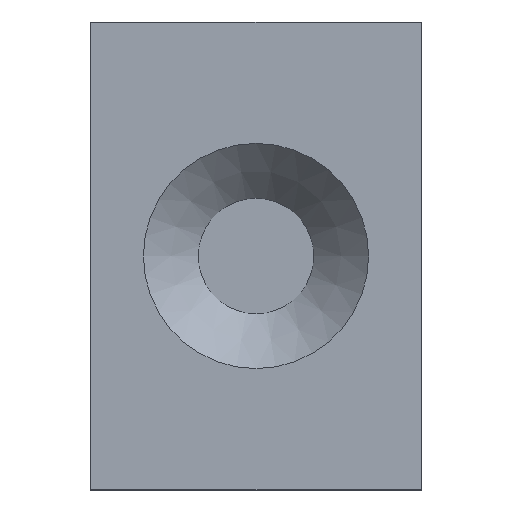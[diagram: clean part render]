
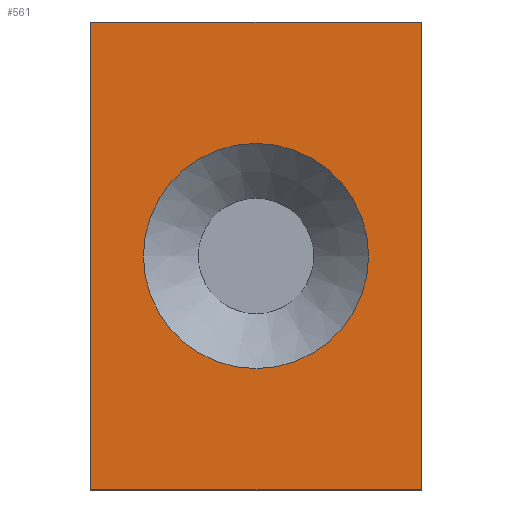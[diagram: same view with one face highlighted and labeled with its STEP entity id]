
A CAD part, top view. The second image highlights one B-rep face of the part: STEP entity #561.
In plain terms, the highlighted planar face has unit normal (0, 0, 1).
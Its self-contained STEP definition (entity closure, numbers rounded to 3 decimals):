
#189 = VERTEX_POINT('',#190);
#190 = CARTESIAN_POINT('',(0.,0.,2.5));
#196 = EDGE_CURVE('',#189,#197,#199,.T.);
#197 = VERTEX_POINT('',#198);
#198 = CARTESIAN_POINT('',(12.,0.,2.5));
#199 = LINE('',#200,#201);
#200 = CARTESIAN_POINT('',(0.,0.,2.5));
#201 = VECTOR('',#202,1.);
#202 = DIRECTION('',(1.,0.,0.));
#319 = VERTEX_POINT('',#320);
#320 = CARTESIAN_POINT('',(0.,17.,2.5));
#326 = EDGE_CURVE('',#319,#189,#327,.T.);
#327 = LINE('',#328,#329);
#328 = CARTESIAN_POINT('',(0.,17.,2.5));
#329 = VECTOR('',#330,1.);
#330 = DIRECTION('',(0.,-1.,0.));
#543 = EDGE_CURVE('',#197,#544,#546,.T.);
#544 = VERTEX_POINT('',#545);
#545 = CARTESIAN_POINT('',(12.,17.,2.5));
#546 = LINE('',#547,#548);
#547 = CARTESIAN_POINT('',(12.,0.,2.5));
#548 = VECTOR('',#549,1.);
#549 = DIRECTION('',(0.,1.,0.));
#561 = ADVANCED_FACE('',(#562,#573),#584,.T.);
#562 = FACE_BOUND('',#563,.T.);
#563 = EDGE_LOOP('',(#564));
#564 = ORIENTED_EDGE('',*,*,#565,.F.);
#565 = EDGE_CURVE('',#566,#566,#568,.T.);
#566 = VERTEX_POINT('',#567);
#567 = CARTESIAN_POINT('',(10.09,8.5,2.5));
#568 = CIRCLE('',#569,4.09);
#569 = AXIS2_PLACEMENT_3D('',#570,#571,#572);
#570 = CARTESIAN_POINT('',(6.,8.5,2.5));
#571 = DIRECTION('',(0.,0.,1.));
#572 = DIRECTION('',(1.,0.,0.));
#573 = FACE_BOUND('',#574,.T.);
#574 = EDGE_LOOP('',(#575,#576,#577,#583));
#575 = ORIENTED_EDGE('',*,*,#196,.T.);
#576 = ORIENTED_EDGE('',*,*,#543,.T.);
#577 = ORIENTED_EDGE('',*,*,#578,.T.);
#578 = EDGE_CURVE('',#544,#319,#579,.T.);
#579 = LINE('',#580,#581);
#580 = CARTESIAN_POINT('',(12.,17.,2.5));
#581 = VECTOR('',#582,1.);
#582 = DIRECTION('',(-1.,0.,0.));
#583 = ORIENTED_EDGE('',*,*,#326,.T.);
#584 = PLANE('',#585);
#585 = AXIS2_PLACEMENT_3D('',#586,#587,#588);
#586 = CARTESIAN_POINT('',(6.,8.5,2.5));
#587 = DIRECTION('',(0.,0.,1.));
#588 = DIRECTION('',(1.,0.,0.));
